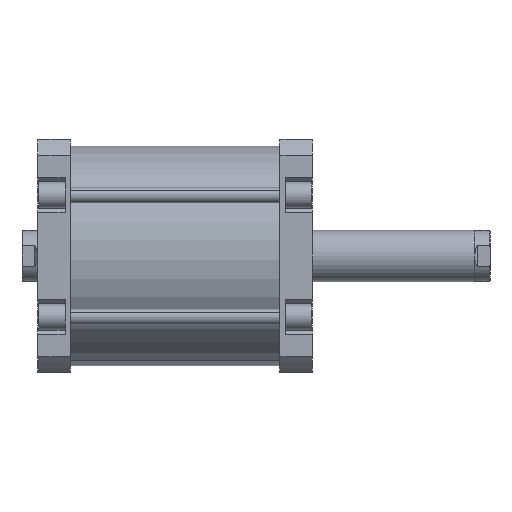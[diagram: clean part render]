
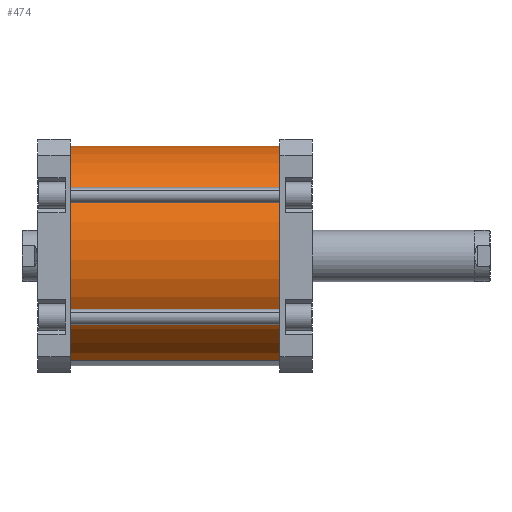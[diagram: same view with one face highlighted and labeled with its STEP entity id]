
A CAD part, front view. The second image highlights one B-rep face of the part: STEP entity #474.
In plain terms, the highlighted cylindrical face has radius 85 mm (diameter 170 mm), a partial arc.
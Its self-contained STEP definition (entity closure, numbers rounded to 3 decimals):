
#474 = ADVANCED_FACE ( 'NONE', ( #3937 ), #3936, .T. ) ;
#543 = EDGE_LOOP ( 'NONE', ( #3417, #3416, #3415, #3414 ) ) ;
#1099 = VERTEX_POINT ( 'NONE', #4305 ) ;
#1109 = VERTEX_POINT ( 'NONE', #4315 ) ;
#1116 = VERTEX_POINT ( 'NONE', #4322 ) ;
#1118 = VERTEX_POINT ( 'NONE', #4324 ) ;
#1677 = DIRECTION ( 'NONE',  ( -1., 0., 0. ) ) ;
#1678 = DIRECTION ( 'NONE',  ( 0., 0., -1. ) ) ;
#1679 = CARTESIAN_POINT ( 'NONE',  ( 0., 0., 162. ) ) ;
#2291 = EDGE_CURVE ( 'NONE', #1116, #1099, #5499, .T. ) ;
#2293 = EDGE_CURVE ( 'NONE', #1109, #1099, #5500, .T. ) ;
#2295 = EDGE_CURVE ( 'NONE', #1118, #1109, #5506, .T. ) ;
#2646 = EDGE_CURVE ( 'NONE', #1118, #1116, #6056, .T. ) ;
#2811 = AXIS2_PLACEMENT_3D ( 'NONE', #1679, #1678, #1677 ) ;
#2923 = AXIS2_PLACEMENT_3D ( 'NONE', #4447, #4449, #4450 ) ;
#2926 = AXIS2_PLACEMENT_3D ( 'NONE', #4452, #4460, #4461 ) ;
#3414 = ORIENTED_EDGE ( 'NONE', *, *, #2291, .T. ) ;
#3415 = ORIENTED_EDGE ( 'NONE', *, *, #2646, .T. ) ;
#3416 = ORIENTED_EDGE ( 'NONE', *, *, #2295, .F. ) ;
#3417 = ORIENTED_EDGE ( 'NONE', *, *, #2293, .F. ) ;
#3936 = CYLINDRICAL_SURFACE ( 'NONE', #2811, 85. ) ;
#3937 = FACE_OUTER_BOUND ( 'NONE', #543, .T. ) ;
#4305 = CARTESIAN_POINT ( 'NONE',  ( 85., 0., 0. ) ) ;
#4315 = CARTESIAN_POINT ( 'NONE',  ( 85., 0., 162. ) ) ;
#4322 = CARTESIAN_POINT ( 'NONE',  ( -85., 0., 0. ) ) ;
#4324 = CARTESIAN_POINT ( 'NONE',  ( -85., 0., 162. ) ) ;
#4447 = CARTESIAN_POINT ( 'NONE',  ( 0., 0., 0. ) ) ;
#4449 = DIRECTION ( 'NONE',  ( 0., 0., 1. ) ) ;
#4450 = DIRECTION ( 'NONE',  ( 1., 0., 0. ) ) ;
#4452 = CARTESIAN_POINT ( 'NONE',  ( 0., 0., 162. ) ) ;
#4453 = CARTESIAN_POINT ( 'NONE',  ( 85., 0., 162. ) ) ;
#4454 = DIRECTION ( 'NONE',  ( 0., 0., -1. ) ) ;
#4460 = DIRECTION ( 'NONE',  ( 0., 0., 1. ) ) ;
#4461 = DIRECTION ( 'NONE',  ( 1., 0., 0. ) ) ;
#5307 = CARTESIAN_POINT ( 'NONE',  ( -85., 0., 162. ) ) ;
#5308 = DIRECTION ( 'NONE',  ( 0., 0., -1. ) ) ;
#5499 = CIRCLE ( 'NONE', #2923, 85. ) ;
#5500 = LINE ( 'NONE', #4453, #5501 ) ;
#5501 = VECTOR ( 'NONE', #4454, 1000. ) ;
#5506 = CIRCLE ( 'NONE', #2926, 85. ) ;
#6056 = LINE ( 'NONE', #5307, #6059 ) ;
#6059 = VECTOR ( 'NONE', #5308, 1000. ) ;
